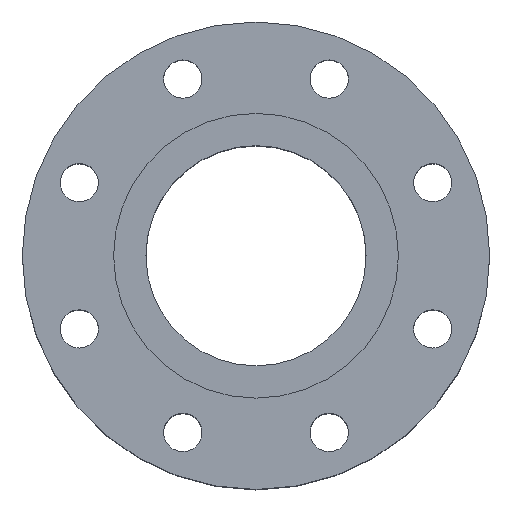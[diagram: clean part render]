
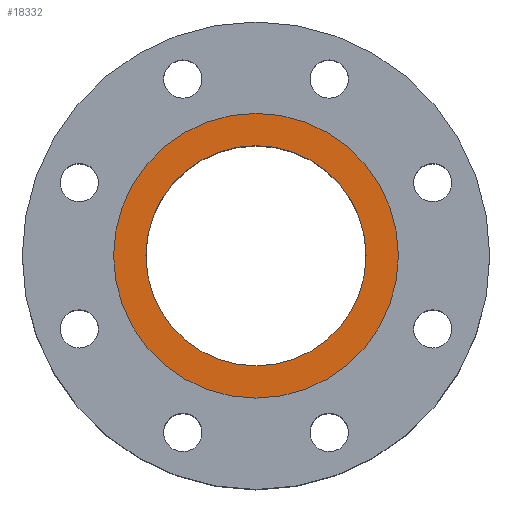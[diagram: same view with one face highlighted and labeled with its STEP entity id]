
A CAD part, top view. The second image highlights one B-rep face of the part: STEP entity #18332.
In plain terms, the highlighted planar face has unit normal (0, 0, 1).
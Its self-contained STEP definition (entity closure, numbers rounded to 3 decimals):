
#47 = DIRECTION ( 'NONE',  ( 1., 0., 0. ) ) ;
#1465 = FACE_BOUND ( 'NONE', #25566, .T. ) ;
#2005 = AXIS2_PLACEMENT_3D ( 'NONE', #7130, #2693, #25986 ) ;
#2504 = AXIS2_PLACEMENT_3D ( 'NONE', #20345, #29696, #3784 ) ;
#2693 = DIRECTION ( 'NONE',  ( 0., 0., 1. ) ) ;
#2722 = VERTEX_POINT ( 'NONE', #14071 ) ;
#2994 = EDGE_CURVE ( 'NONE', #18712, #7319, #9338, .T. ) ;
#3401 = CIRCLE ( 'NONE', #27391, 51.8 ) ;
#3784 = DIRECTION ( 'NONE',  ( 1., 0., 0. ) ) ;
#6388 = ORIENTED_EDGE ( 'NONE', *, *, #16472, .T. ) ;
#6508 = DIRECTION ( 'NONE',  ( -1., 0., 0. ) ) ;
#6853 = ORIENTED_EDGE ( 'NONE', *, *, #2994, .T. ) ;
#7130 = CARTESIAN_POINT ( 'NONE',  ( 0., 0., 0. ) ) ;
#7319 = VERTEX_POINT ( 'NONE', #15749 ) ;
#8703 = EDGE_LOOP ( 'NONE', ( #6388, #6853 ) ) ;
#8933 = EDGE_CURVE ( 'NONE', #29538, #2722, #3401, .T. ) ;
#9338 = CIRCLE ( 'NONE', #2005, 67. ) ;
#9931 = AXIS2_PLACEMENT_3D ( 'NONE', #10034, #17091, #19243 ) ;
#9952 = CIRCLE ( 'NONE', #9931, 51.8 ) ;
#10034 = CARTESIAN_POINT ( 'NONE',  ( 0., 0., 0. ) ) ;
#10658 = PLANE ( 'NONE',  #16233 ) ;
#10813 = CARTESIAN_POINT ( 'NONE',  ( 0., 67., 0. ) ) ;
#12906 = ORIENTED_EDGE ( 'NONE', *, *, #8933, .F. ) ;
#14071 = CARTESIAN_POINT ( 'NONE',  ( 51.8, 0., 0. ) ) ;
#14303 = CARTESIAN_POINT ( 'NONE',  ( 0., 0., 0. ) ) ;
#15749 = CARTESIAN_POINT ( 'NONE',  ( 67., 0., 0. ) ) ;
#16233 = AXIS2_PLACEMENT_3D ( 'NONE', #10813, #22158, #6508 ) ;
#16472 = EDGE_CURVE ( 'NONE', #7319, #18712, #23543, .T. ) ;
#17091 = DIRECTION ( 'NONE',  ( 0., 0., 1. ) ) ;
#18332 = ADVANCED_FACE ( 'NONE', ( #1465, #24611 ), #10658, .F. ) ;
#18434 = DIRECTION ( 'NONE',  ( 0., 0., 1. ) ) ;
#18712 = VERTEX_POINT ( 'NONE', #22418 ) ;
#19243 = DIRECTION ( 'NONE',  ( 1., 0., 0. ) ) ;
#19789 = CARTESIAN_POINT ( 'NONE',  ( -51.8, 0., 0. ) ) ;
#20345 = CARTESIAN_POINT ( 'NONE',  ( 0., 0., 0. ) ) ;
#22158 = DIRECTION ( 'NONE',  ( 0., 0., -1. ) ) ;
#22418 = CARTESIAN_POINT ( 'NONE',  ( -67., 0., 0. ) ) ;
#23543 = CIRCLE ( 'NONE', #2504, 67. ) ;
#24611 = FACE_OUTER_BOUND ( 'NONE', #8703, .T. ) ;
#25566 = EDGE_LOOP ( 'NONE', ( #27001, #12906 ) ) ;
#25986 = DIRECTION ( 'NONE',  ( 1., 0., 0. ) ) ;
#26422 = EDGE_CURVE ( 'NONE', #2722, #29538, #9952, .T. ) ;
#27001 = ORIENTED_EDGE ( 'NONE', *, *, #26422, .F. ) ;
#27391 = AXIS2_PLACEMENT_3D ( 'NONE', #14303, #18434, #47 ) ;
#29538 = VERTEX_POINT ( 'NONE', #19789 ) ;
#29696 = DIRECTION ( 'NONE',  ( 0., 0., 1. ) ) ;
